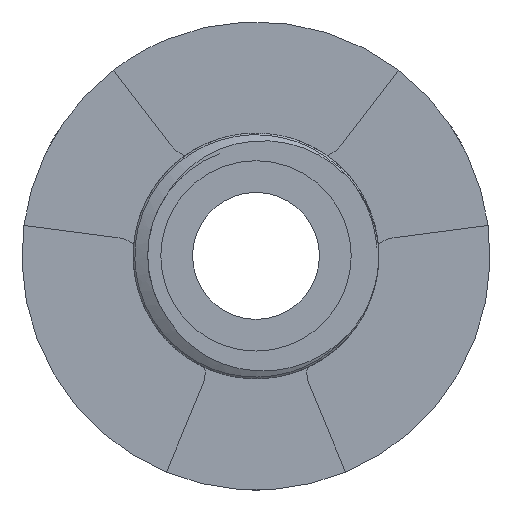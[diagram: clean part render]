
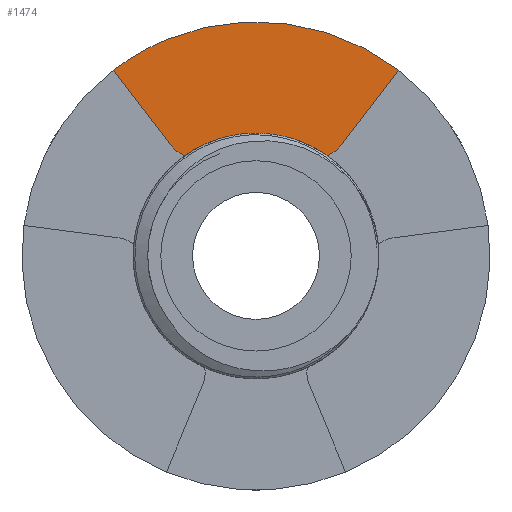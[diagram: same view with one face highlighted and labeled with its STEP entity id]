
A CAD part, front view. The second image highlights one B-rep face of the part: STEP entity #1474.
In plain terms, the highlighted planar face has unit normal (0, -1, 0).
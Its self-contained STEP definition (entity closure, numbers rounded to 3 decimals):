
#52=PLANE('',#1576);
#99=FACE_OUTER_BOUND('',#179,.T.);
#179=EDGE_LOOP('',(#1046,#1047,#1048,#1049,#1050,#1051,#1052));
#256=CIRCLE('',#1577,5.);
#257=CIRCLE('',#1578,17.5);
#258=CIRCLE('',#1579,5.);
#259=CIRCLE('',#1580,36.894);
#260=CIRCLE('',#1581,36.894);
#406=LINE('',#2370,#513);
#407=LINE('',#2378,#514);
#513=VECTOR('',#1811,10.);
#514=VECTOR('',#1818,10.);
#620=VERTEX_POINT('',#2368);
#621=VERTEX_POINT('',#2369);
#622=VERTEX_POINT('',#2371);
#623=VERTEX_POINT('',#2373);
#624=VERTEX_POINT('',#2375);
#625=VERTEX_POINT('',#2377);
#626=VERTEX_POINT('',#2379);
#788=EDGE_CURVE('',#620,#621,#406,.T.);
#789=EDGE_CURVE('',#621,#622,#256,.F.);
#790=EDGE_CURVE('',#623,#622,#257,.T.);
#791=EDGE_CURVE('',#624,#623,#258,.T.);
#792=EDGE_CURVE('',#624,#625,#407,.T.);
#793=EDGE_CURVE('',#625,#626,#259,.T.);
#794=EDGE_CURVE('',#626,#620,#260,.T.);
#1046=ORIENTED_EDGE('',*,*,#788,.T.);
#1047=ORIENTED_EDGE('',*,*,#789,.T.);
#1048=ORIENTED_EDGE('',*,*,#790,.F.);
#1049=ORIENTED_EDGE('',*,*,#791,.F.);
#1050=ORIENTED_EDGE('',*,*,#792,.T.);
#1051=ORIENTED_EDGE('',*,*,#793,.T.);
#1052=ORIENTED_EDGE('',*,*,#794,.T.);
#1474=ADVANCED_FACE('',(#99),#52,.F.);
#1576=AXIS2_PLACEMENT_3D('',#2367,#1809,#1810);
#1577=AXIS2_PLACEMENT_3D('',#2372,#1812,#1813);
#1578=AXIS2_PLACEMENT_3D('',#2374,#1814,#1815);
#1579=AXIS2_PLACEMENT_3D('',#2376,#1816,#1817);
#1580=AXIS2_PLACEMENT_3D('',#2380,#1819,#1820);
#1581=AXIS2_PLACEMENT_3D('',#2381,#1821,#1822);
#1809=DIRECTION('center_axis',(0.,1.,0.));
#1810=DIRECTION('ref_axis',(0.,0.,1.));
#1811=DIRECTION('',(0.609,0.,-0.793));
#1812=DIRECTION('center_axis',(0.,1.,0.));
#1813=DIRECTION('ref_axis',(-0.241,0.,-0.971));
#1814=DIRECTION('center_axis',(0.,-1.,0.));
#1815=DIRECTION('ref_axis',(1.,0.,0.));
#1816=DIRECTION('center_axis',(0.,1.,0.));
#1817=DIRECTION('ref_axis',(0.241,0.,-0.971));
#1818=DIRECTION('',(0.609,0.,0.793));
#1819=DIRECTION('center_axis',(0.,-1.,0.));
#1820=DIRECTION('ref_axis',(1.,0.,0.));
#1821=DIRECTION('center_axis',(0.,-1.,0.));
#1822=DIRECTION('ref_axis',(1.,0.,0.));
#2367=CARTESIAN_POINT('Origin',(0.,-74.,0.));
#2368=CARTESIAN_POINT('',(-22.459,-74.,29.27));
#2369=CARTESIAN_POINT('',(-13.355,-74.,17.404));
#2370=CARTESIAN_POINT('',(-4.406,-74.,5.742));
#2371=CARTESIAN_POINT('',(-7.302,-74.,15.904));
#2372=CARTESIAN_POINT('Origin',(-9.388,-74.,20.448));
#2373=CARTESIAN_POINT('',(7.302,-74.,15.904));
#2374=CARTESIAN_POINT('Origin',(0.,-74.,0.));
#2375=CARTESIAN_POINT('',(13.355,-74.,17.404));
#2376=CARTESIAN_POINT('Origin',(9.388,-74.,20.448));
#2377=CARTESIAN_POINT('',(22.459,-74.,29.27));
#2378=CARTESIAN_POINT('',(10.309,-74.,13.435));
#2379=CARTESIAN_POINT('',(-14.119,-74.,34.085));
#2380=CARTESIAN_POINT('Origin',(0.,-74.,0.));
#2381=CARTESIAN_POINT('Origin',(0.,-74.,0.));
